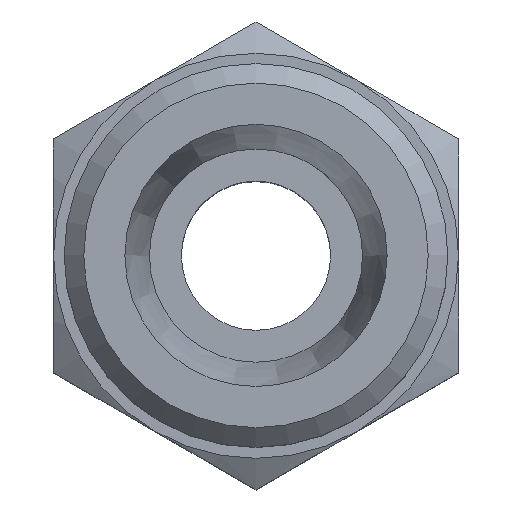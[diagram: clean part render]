
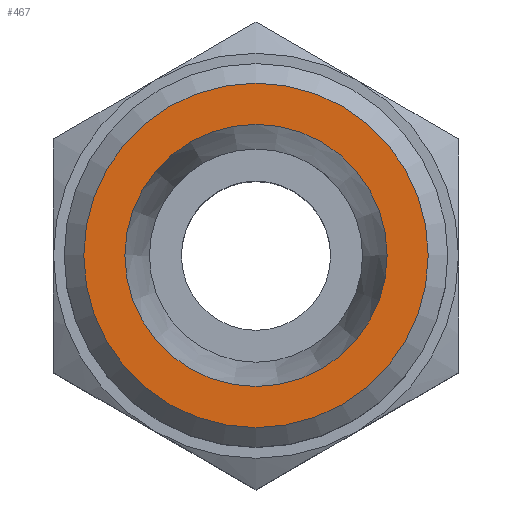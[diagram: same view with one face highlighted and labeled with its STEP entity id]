
A CAD part, top view. The second image highlights one B-rep face of the part: STEP entity #467.
In plain terms, the highlighted planar face has unit normal (0, 0, 1).
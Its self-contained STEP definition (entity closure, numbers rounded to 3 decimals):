
#39=PLANE('',#527);
#61=CIRCLE('',#528,6.15);
#62=CIRCLE('',#529,8.08);
#111=ORIENTED_EDGE('',*,*,#231,.T.);
#112=ORIENTED_EDGE('',*,*,#232,.F.);
#231=EDGE_CURVE('',#283,#283,#61,.T.);
#232=EDGE_CURVE('',#284,#284,#62,.T.);
#283=VERTEX_POINT('',#841);
#284=VERTEX_POINT('',#843);
#337=EDGE_LOOP('',(#111));
#338=EDGE_LOOP('',(#112));
#393=FACE_BOUND('',#337,.T.);
#394=FACE_BOUND('',#338,.T.);
#467=ADVANCED_FACE('',(#393,#394),#39,.T.);
#527=AXIS2_PLACEMENT_3D('',#839,#616,#617);
#528=AXIS2_PLACEMENT_3D('',#840,#618,#619);
#529=AXIS2_PLACEMENT_3D('',#842,#620,#621);
#616=DIRECTION('',(0.,0.,1.));
#617=DIRECTION('',(1.,0.,0.));
#618=DIRECTION('',(0.,0.,-1.));
#619=DIRECTION('',(-1.,0.,0.));
#620=DIRECTION('',(0.,0.,-1.));
#621=DIRECTION('',(-1.,0.,0.));
#839=CARTESIAN_POINT('',(0.,8.08,7.5));
#840=CARTESIAN_POINT('',(0.,0.,7.5));
#841=CARTESIAN_POINT('',(-6.15,0.,7.5));
#842=CARTESIAN_POINT('',(0.,0.,7.5));
#843=CARTESIAN_POINT('',(-8.08,0.,7.5));
